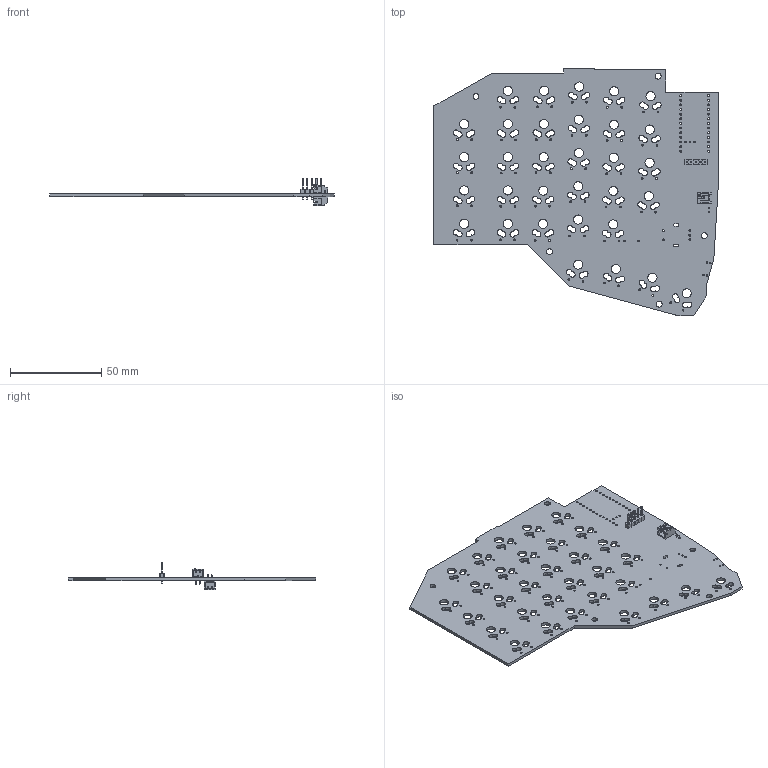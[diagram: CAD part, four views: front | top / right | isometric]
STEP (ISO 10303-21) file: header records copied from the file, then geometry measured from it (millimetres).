
FILE_DESCRIPTION(('KiCad electronic assembly'),'2;1');
FILE_NAME('v3.step','2025-02-19T20:18:24',('Pcbnew'),('Kicad'), 'Open CASCADE STEP processor 7.8','KiCad to STEP converter','Unknown' );
FILE_SCHEMA(('AUTOMOTIVE_DESIGN { 1 0 10303 214 1 1 1 1 }'));
Length unit declared in the file: millimetre
Products named in the file (6): v3 1; PinHeader_1x05_P2.54mm_Vertical; PinHeader_1x05_P254mm_Vertical; JST_PH_S2B-PH-K_1x02_P2.00mm_Horizontal; JST_S2B_PH_K; v2_PCB
Assembly tree (6 placements, depth 3):
  v3 1
    PinHeader_1x05_P2.54mm_Vertical
      PinHeader_1x05_P254mm_Vertical
    JST_PH_S2B-PH-K_1x02_P2.00mm_Horizontal  x2
      JST_S2B_PH_K
    v2_PCB
Bounding box: 155.5 x 135.25 x 15.09 mm (x, y, z)
Volume: 24707.1 mm3; surface area: 35166.6 mm2
Topology: 4 solids, 4 shells, 776 faces, 2210 edges, 1452 vertices
Faces by surface type: cylinder 420, plane 356
Full cylindrical faces by diameter (mm): 0.75 x4, 0.8 x4, 1 x105, 3.2 x5, 5 x32
Entity records: 24603 total; most frequent: DIRECTION 4072, CARTESIAN_POINT 3819, ORIENTED_EDGE 3796, EDGE_CURVE 1898, AXIS2_PLACEMENT_3D 1501, VERTEX_POINT 1248, FACE_BOUND 1112, EDGE_LOOP 1112
